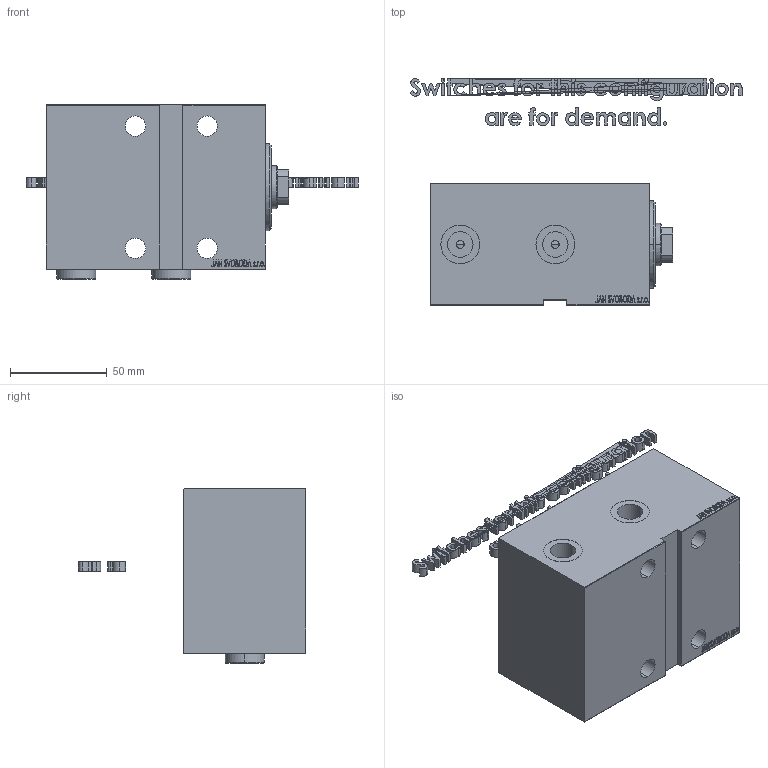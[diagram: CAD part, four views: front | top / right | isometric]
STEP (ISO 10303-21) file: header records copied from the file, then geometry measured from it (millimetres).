
FILE_DESCRIPTION (( 'STEP AP203' ), '1' );
FILE_NAME ('35b6.STEP', '2022-04-17T16:37:09', ( '' ), ( '' ), 'SwSTEP 2.0', 'SolidWorks 2019', '' );
FILE_SCHEMA (( 'CONFIG_CONTROL_DESIGN' ));
Length unit declared in the file: millimetre
Products named in the file (6): PLUG 5ceab6ba026eb2ed1810a3c062d24377; 35b6; V450CP_E 5ceab6ba026eb2ed1810a3c062d24377; For_demand 5ceab6ba026eb2ed1810a3c062d24377; V450CP_VC_B 5ceab6ba026eb2ed1810a3c062d24377; V450CP_B_VCP 5ceab6ba026eb2ed1810a3c062d24377
Assembly tree (6 placements, depth 2):
  35b6
    V450CP_E 5ceab6ba026eb2ed1810a3c062d24377
    V450CP_B_VCP 5ceab6ba026eb2ed1810a3c062d24377
    V450CP_VC_B 5ceab6ba026eb2ed1810a3c062d24377
    PLUG 5ceab6ba026eb2ed1810a3c062d24377  x2
    For_demand 5ceab6ba026eb2ed1810a3c062d24377
Bounding box: 171.15 x 117.28 x 89.9 mm (x, y, z)
Volume: 548625.9 mm3; surface area: 103957.4 mm2
Topology: 49 solids, 50 shells, 1531 faces, 3893 edges, 2593 vertices
Faces by surface type: plane 777, bspline 650, cylinder 82, cone 18, torus 4
Entity records: 75501 total; most frequent: CARTESIAN_POINT 42565, ORIENTED_EDGE 7702, DIRECTION 4463, EDGE_CURVE 3851, VERTEX_POINT 2555, VECTOR 2357, LINE 2357, EDGE_LOOP 1670
